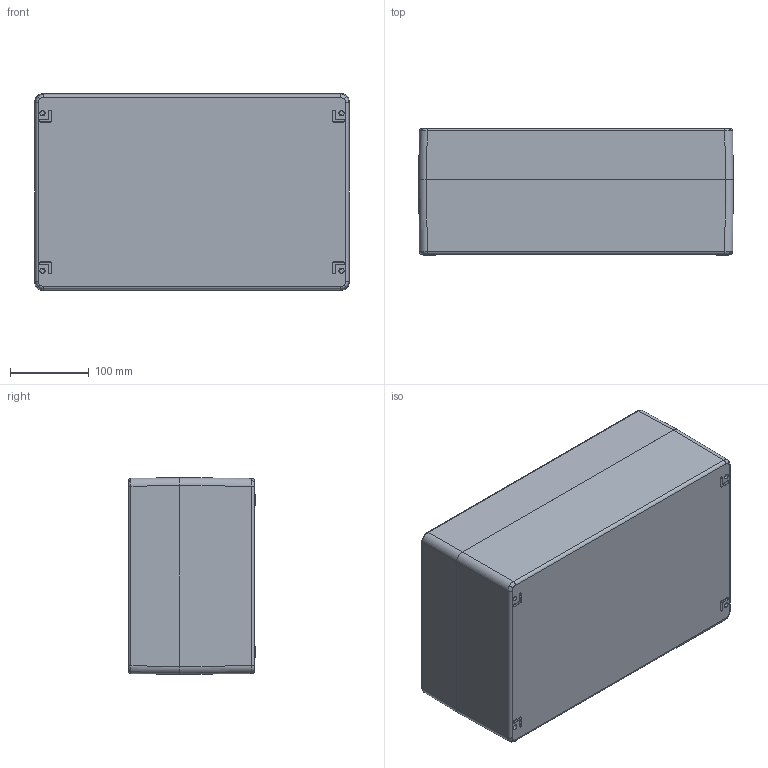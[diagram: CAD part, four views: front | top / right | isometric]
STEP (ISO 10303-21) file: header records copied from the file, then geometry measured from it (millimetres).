
FILE_DESCRIPTION (( 'STEP AP214' ), '1' );
FILE_NAME ('02254016.STEP', '2008-08-19T12:58:52', ( ' ' ), ( '' ), 'SwSTEP 2.0', 'SolidWorks 2008', '' );
FILE_SCHEMA (( 'AUTOMOTIVE_DESIGN' ));
Length unit declared in the file: millimetre
Products named in the file (8): 21143-Unterteil_Standard; 86224_Standard; 86222_Standard; 21431-Deckel_Standard; 93137_Standard; 82005_Standard; 02254016
Assembly tree (18 placements, depth 3):
  02254016
    93137_Standard  x4
    82005_Standard
    21431-Deckel_Standard
    21143-Unterteil_Standard
      86224_Standard  x4
      86222_Standard  x6
      21143-Unterteil_Standard
Bounding box: 400 x 161 x 250 mm (x, y, z)
Volume: 2596819.6 mm3; surface area: 828482.4 mm2
Topology: 17 solids, 17 shells, 1232 faces, 2916 edges, 1758 vertices
Faces by surface type: plane 390, cylinder 338, bspline 224, cone 204, torus 72, sphere 4
Entity records: 29660 total; most frequent: CARTESIAN_POINT 12546, ORIENTED_EDGE 3856, DIRECTION 3244, EDGE_CURVE 1928, AXIS2_PLACEMENT_3D 1272, VERTEX_POINT 1156, EDGE_LOOP 884, FACE_OUTER_BOUND 826
